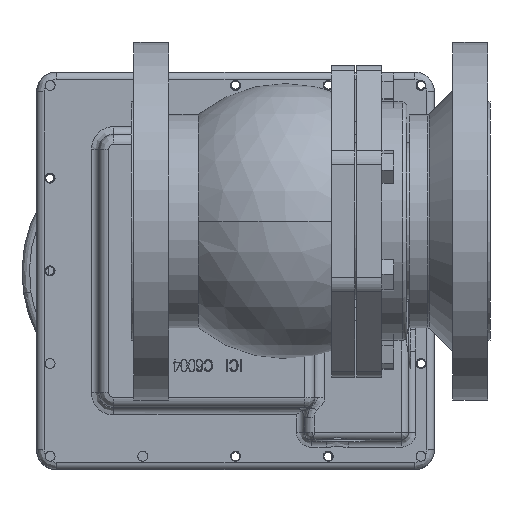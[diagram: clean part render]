
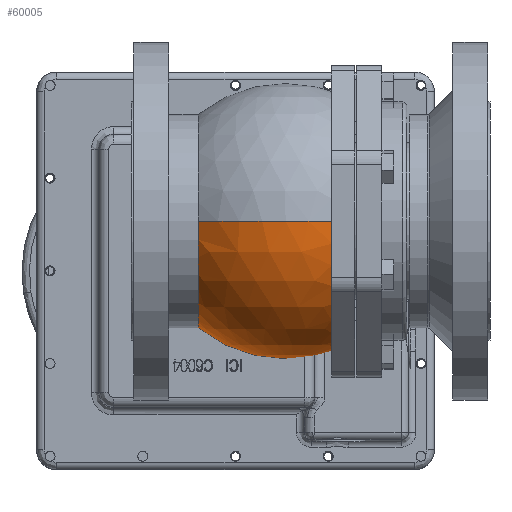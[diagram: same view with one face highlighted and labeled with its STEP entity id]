
A CAD part, front view. The second image highlights one B-rep face of the part: STEP entity #60005.
In plain terms, the highlighted spherical face has radius 87.88 mm.
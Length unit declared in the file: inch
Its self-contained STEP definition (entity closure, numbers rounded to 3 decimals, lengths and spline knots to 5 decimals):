
#559 = ORIENTED_EDGE ( 'NONE', *, *, #54077, .F. ) ;
#1058 = DIRECTION ( 'NONE',  ( 0., 0., -1. ) ) ;
#1384 = DIRECTION ( 'NONE',  ( 0., 0., -1. ) ) ;
#2343 = CARTESIAN_POINT ( 'NONE',  ( 0., 3.25421, 0. ) ) ;
#5802 = CARTESIAN_POINT ( 'NONE',  ( 1.17, 3.20915, -0.55045 ) ) ;
#6381 = VERTEX_POINT ( 'NONE', #69798 ) ;
#6659 = AXIS2_PLACEMENT_3D ( 'NONE', #48528, #12669, #54554 ) ;
#7715 = CIRCLE ( 'NONE', #31744, 1.175 ) ;
#8369 = DIRECTION ( 'NONE',  ( 0., 0., -1. ) ) ;
#8764 = EDGE_CURVE ( 'NONE', #54482, #6381, #51331, .T. ) ;
#9640 = CARTESIAN_POINT ( 'NONE',  ( 1.17, 0., 0. ) ) ;
#12669 = DIRECTION ( 'NONE',  ( -1., 0., 0. ) ) ;
#13556 = ORIENTED_EDGE ( 'NONE', *, *, #24793, .T. ) ;
#13819 = VERTEX_POINT ( 'NONE', #30744 ) ;
#15647 = DIRECTION ( 'NONE',  ( 0., 0., -1. ) ) ;
#16115 = ORIENTED_EDGE ( 'NONE', *, *, #35000, .F. ) ;
#16579 = CARTESIAN_POINT ( 'NONE',  ( 1.17, -3.25601, 0. ) ) ;
#17150 = CARTESIAN_POINT ( 'NONE',  ( -2.1825, -2.68463, 0. ) ) ;
#18086 = CARTESIAN_POINT ( 'NONE',  ( 0., 0., 0. ) ) ;
#20161 = VERTEX_POINT ( 'NONE', #50334 ) ;
#21044 = AXIS2_PLACEMENT_3D ( 'NONE', #24917, #66822, #30910 ) ;
#22207 = ORIENTED_EDGE ( 'NONE', *, *, #24102, .F. ) ;
#22364 = CIRCLE ( 'NONE', #43668, 1.175 ) ;
#24102 = EDGE_CURVE ( 'NONE', #13819, #6381, #7715, .T. ) ;
#24793 = EDGE_CURVE ( 'NONE', #38258, #31666, #57294, .T. ) ;
#24917 = CARTESIAN_POINT ( 'NONE',  ( 0., 0., -0.55045 ) ) ;
#25924 = DIRECTION ( 'NONE',  ( -1., 0., 0. ) ) ;
#28569 = FACE_OUTER_BOUND ( 'NONE', #30965, .T. ) ;
#28813 = AXIS2_PLACEMENT_3D ( 'NONE', #65393, #29512, #71365 ) ;
#29512 = DIRECTION ( 'NONE',  ( 0., 0., -1. ) ) ;
#29668 = ORIENTED_EDGE ( 'NONE', *, *, #67588, .F. ) ;
#30744 = CARTESIAN_POINT ( 'NONE',  ( 0., 3.25421, -1.175 ) ) ;
#30910 = DIRECTION ( 'NONE',  ( 1., 0., 0. ) ) ;
#30965 = EDGE_LOOP ( 'NONE', ( #40201, #13556, #16115, #29668, #48950, #22207, #559, #63196 ) ) ;
#31666 = VERTEX_POINT ( 'NONE', #17150 ) ;
#31744 = AXIS2_PLACEMENT_3D ( 'NONE', #73067, #37229, #1384 ) ;
#35000 = EDGE_CURVE ( 'NONE', #20161, #31666, #66847, .T. ) ;
#36901 = CARTESIAN_POINT ( 'NONE',  ( 0., 0., -0.55045 ) ) ;
#37229 = DIRECTION ( 'NONE',  ( 0., 1., 0. ) ) ;
#38258 = VERTEX_POINT ( 'NONE', #16579 ) ;
#38735 = AXIS2_PLACEMENT_3D ( 'NONE', #61799, #25924, #67804 ) ;
#40201 = ORIENTED_EDGE ( 'NONE', *, *, #65091, .T. ) ;
#41676 = DIRECTION ( 'NONE',  ( 0., 0., -1. ) ) ;
#42938 = DIRECTION ( 'NONE',  ( 1., 0., 0. ) ) ;
#43668 = AXIS2_PLACEMENT_3D ( 'NONE', #2343, #44202, #8369 ) ;
#44202 = DIRECTION ( 'NONE',  ( 0., 1., 0. ) ) ;
#44464 = SPHERICAL_SURFACE ( 'NONE', #75509, 3.45984 ) ;
#48528 = CARTESIAN_POINT ( 'NONE',  ( -2.1825, 0., 0. ) ) ;
#48950 = ORIENTED_EDGE ( 'NONE', *, *, #8764, .T. ) ;
#50334 = CARTESIAN_POINT ( 'NONE',  ( -2.1825, 0., -2.68463 ) ) ;
#50752 = CARTESIAN_POINT ( 'NONE',  ( 1.03809, 3.25421, -0.55045 ) ) ;
#51331 = CIRCLE ( 'NONE', #66149, 3.41577 ) ;
#51540 = DIRECTION ( 'NONE',  ( -1., 0., 0. ) ) ;
#53231 = AXIS2_PLACEMENT_3D ( 'NONE', #9640, #51540, #15647 ) ;
#53610 = EDGE_CURVE ( 'NONE', #69915, #70653, #67366, .T. ) ;
#53870 = CARTESIAN_POINT ( 'NONE',  ( -2.1825, 2.62759, -0.55045 ) ) ;
#54077 = EDGE_CURVE ( 'NONE', #69915, #13819, #22364, .T. ) ;
#54482 = VERTEX_POINT ( 'NONE', #53870 ) ;
#54554 = DIRECTION ( 'NONE',  ( 0., 0., 1. ) ) ;
#57294 = CIRCLE ( 'NONE', #28813, 3.45984 ) ;
#59632 = CIRCLE ( 'NONE', #38735, 2.68463 ) ;
#60005 = ADVANCED_FACE ( 'NONE', ( #28569 ), #44464, .T. ) ;
#60008 = DIRECTION ( 'NONE',  ( 0., 1., 0. ) ) ;
#61799 = CARTESIAN_POINT ( 'NONE',  ( -2.1825, 0., 0. ) ) ;
#63196 = ORIENTED_EDGE ( 'NONE', *, *, #53610, .T. ) ;
#64528 = CIRCLE ( 'NONE', #53231, 3.25601 ) ;
#65091 = EDGE_CURVE ( 'NONE', #70653, #38258, #64528, .T. ) ;
#65393 = CARTESIAN_POINT ( 'NONE',  ( 0., 0., 0. ) ) ;
#66149 = AXIS2_PLACEMENT_3D ( 'NONE', #36901, #1058, #42938 ) ;
#66822 = DIRECTION ( 'NONE',  ( 0., 0., -1. ) ) ;
#66847 = CIRCLE ( 'NONE', #6659, 2.68463 ) ;
#67366 = CIRCLE ( 'NONE', #21044, 3.41577 ) ;
#67588 = EDGE_CURVE ( 'NONE', #54482, #20161, #59632, .T. ) ;
#67804 = DIRECTION ( 'NONE',  ( 0., 0., 1. ) ) ;
#69798 = CARTESIAN_POINT ( 'NONE',  ( -1.03809, 3.25421, -0.55045 ) ) ;
#69915 = VERTEX_POINT ( 'NONE', #50752 ) ;
#70653 = VERTEX_POINT ( 'NONE', #5802 ) ;
#71365 = DIRECTION ( 'NONE',  ( 0., 1., 0. ) ) ;
#73067 = CARTESIAN_POINT ( 'NONE',  ( 0., 3.25421, 0. ) ) ;
#75509 = AXIS2_PLACEMENT_3D ( 'NONE', #18086, #41676, #60008 ) ;
